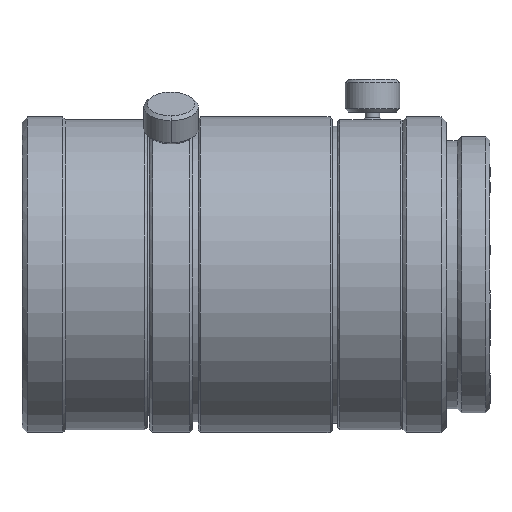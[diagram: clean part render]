
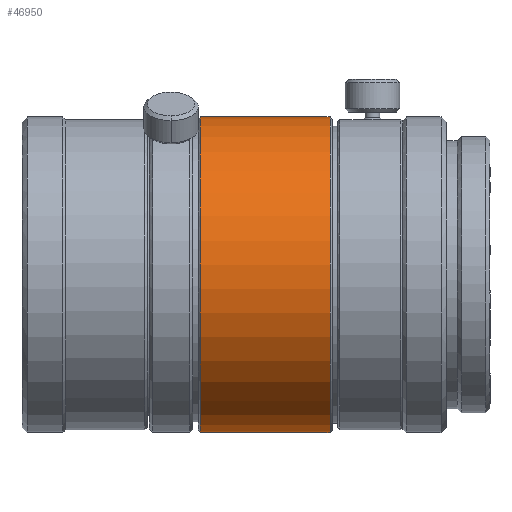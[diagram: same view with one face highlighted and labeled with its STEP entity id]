
A CAD part, front view. The second image highlights one B-rep face of the part: STEP entity #46950.
In plain terms, the highlighted free-form (B-spline) face has degree [2, 1] with [9, 2] control points.
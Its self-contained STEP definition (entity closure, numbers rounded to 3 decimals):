
#3250 = CARTESIAN_POINT ('', (58.502, 0., 14.5));
#3260 = VERTEX_POINT ('', #3250);
#3320 = CARTESIAN_POINT ('', (58.502, 0., -14.5));
#3330 = VERTEX_POINT ('', #3320);
#3690 = CARTESIAN_POINT ('', (70.402, 0., 14.5));
#3700 = VERTEX_POINT ('', #3690);
#3710 = CARTESIAN_POINT ('', (70.402, 0., -14.5));
#3720 = VERTEX_POINT ('', #3710);
#3810 = CARTESIAN_POINT ('', (70.402, 0., -14.5));
#3820 = CARTESIAN_POINT ('', (58.502, 0., -14.5));
#3830 = B_SPLINE_CURVE_WITH_KNOTS ('', 1, (#3810, #3820), .UNSPECIFIED., .F., .U., (2, 2), (0., 1.), .UNSPECIFIED.);
#3840 = EDGE_CURVE ('', #3720, #3330, #3830, .T.);
#3870 = CARTESIAN_POINT ('', (70.402, 0., 14.5));
#3880 = CARTESIAN_POINT ('', (58.502, 0., 14.5));
#3890 = B_SPLINE_CURVE_WITH_KNOTS ('', 1, (#3870, #3880), .UNSPECIFIED., .F., .U., (2, 2), (0., 1.), .UNSPECIFIED.);
#3900 = EDGE_CURVE ('', #3700, #3260, #3890, .T.);
#46330 = CARTESIAN_POINT ('', (70.402, 0., -14.5));
#46340 = CARTESIAN_POINT ('', (70.402, -14.5, -14.5));
#46350 = CARTESIAN_POINT ('', (70.402, -14.5, 0.));
#46360 = CARTESIAN_POINT ('', (70.402, -14.5, 14.5));
#46370 = CARTESIAN_POINT ('', (70.402, 0., 14.5));
#46380 = (
   BOUNDED_CURVE ()
   B_SPLINE_CURVE (2, (#46330, #46340, #46350, #46360, #46370), .UNSPECIFIED., .F., .U.)
   B_SPLINE_CURVE_WITH_KNOTS ((3, 2, 3), (180., 270., 360.), .UNSPECIFIED.)
   CURVE ()
   GEOMETRIC_REPRESENTATION_ITEM ()
   RATIONAL_B_SPLINE_CURVE ((1., 0.707, 1., 0.707, 1.))
   REPRESENTATION_ITEM ('')
);
#46390 = EDGE_CURVE ('', #3720, #3700, #46380, .T.);
#46630 = ORIENTED_EDGE ('', *, *, #3840, .F.);
#46640 = ORIENTED_EDGE ('', *, *, #46390, .T.);
#46650 = ORIENTED_EDGE ('', *, *, #3900, .T.);
#46660 = CARTESIAN_POINT ('', (58.502, 0., -14.5));
#46670 = CARTESIAN_POINT ('', (58.502, -14.5, -14.5));
#46680 = CARTESIAN_POINT ('', (58.502, -14.5, 0.));
#46690 = CARTESIAN_POINT ('', (58.502, -14.5, 14.5));
#46700 = CARTESIAN_POINT ('', (58.502, 0., 14.5));
#46710 = (
   BOUNDED_CURVE ()
   B_SPLINE_CURVE (2, (#46660, #46670, #46680, #46690, #46700), .UNSPECIFIED., .F., .U.)
   B_SPLINE_CURVE_WITH_KNOTS ((3, 2, 3), (180., 270., 360.), .UNSPECIFIED.)
   CURVE ()
   GEOMETRIC_REPRESENTATION_ITEM ()
   RATIONAL_B_SPLINE_CURVE ((1., 0.707, 1., 0.707, 1.))
   REPRESENTATION_ITEM ('')
);
#46720 = EDGE_CURVE ('', #3330, #3260, #46710, .T.);
#46730 = ORIENTED_EDGE ('', *, *, #46720, .F.);
#46740 = EDGE_LOOP ('', (#46630, #46640, #46650, #46730));
#46750 = FACE_OUTER_BOUND ('', #46740, .T.);
#46760 = CARTESIAN_POINT ('', (71.594, 0., 14.5));
#46770 = CARTESIAN_POINT ('', (57.311, 0., 14.5));
#46780 = CARTESIAN_POINT ('', (71.594, 14.5, 14.5));
#46790 = CARTESIAN_POINT ('', (57.311, 14.5, 14.5));
#46800 = CARTESIAN_POINT ('', (71.594, 14.5, 0.));
#46810 = CARTESIAN_POINT ('', (57.311, 14.5, 0.));
#46820 = CARTESIAN_POINT ('', (71.594, 14.5, -14.5));
#46830 = CARTESIAN_POINT ('', (57.311, 14.5, -14.5));
#46840 = CARTESIAN_POINT ('', (71.594, 0., -14.5));
#46850 = CARTESIAN_POINT ('', (57.311, 0., -14.5));
#46860 = CARTESIAN_POINT ('', (71.594, -14.5, -14.5));
#46870 = CARTESIAN_POINT ('', (57.311, -14.5, -14.5));
#46880 = CARTESIAN_POINT ('', (71.594, -14.5, 0.));
#46890 = CARTESIAN_POINT ('', (57.311, -14.5, 0.));
#46900 = CARTESIAN_POINT ('', (71.594, -14.5, 14.5));
#46910 = CARTESIAN_POINT ('', (57.311, -14.5, 14.5));
#46920 = CARTESIAN_POINT ('', (71.594, 0., 14.5));
#46930 = CARTESIAN_POINT ('', (57.311, 0., 14.5));
#46940 = (
   BOUNDED_SURFACE ()
   B_SPLINE_SURFACE (2, 1, ((#46760, #46770), (#46780, #46790), (#46800, #46810), (#46820, #46830), (#46840, #46850), (#46860, #46870), (#46880, #46890), (#46900, #46910), (#46920, #46930)), .UNSPECIFIED., .T., .F., .U.)
   B_SPLINE_SURFACE_WITH_KNOTS ((3, 2, 2, 2, 3), (2, 2), (0., 0.25, 0.5, 0.75, 1.), (0., 1.), .UNSPECIFIED.)
   SURFACE ()
   GEOMETRIC_REPRESENTATION_ITEM ()
   RATIONAL_B_SPLINE_SURFACE (((1., 1.), (0.707, 0.707), (1., 1.), (0.707, 0.707), (1., 1.), (0.707, 0.707), (1., 1.), (0.707, 0.707), (1., 1.)))
   REPRESENTATION_ITEM ('')
);
#46950 = ADVANCED_FACE ('', (#46750), #46940, .T.);
